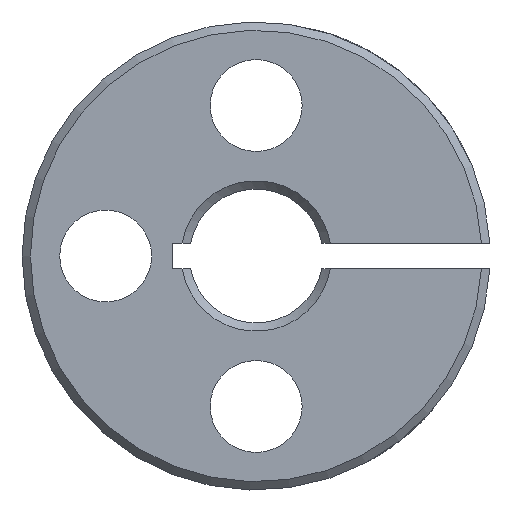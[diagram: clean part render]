
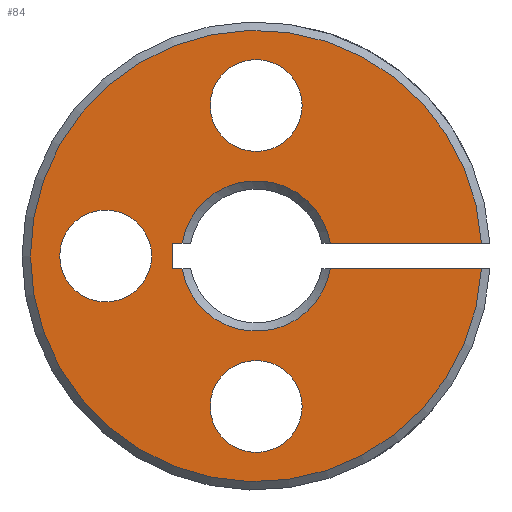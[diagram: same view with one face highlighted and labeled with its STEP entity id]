
A CAD part, left-side view. The second image highlights one B-rep face of the part: STEP entity #84.
In plain terms, the highlighted planar face has unit normal (-1, 0, 0).
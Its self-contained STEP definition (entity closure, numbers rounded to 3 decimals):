
#84 = ADVANCED_FACE( '', ( #174, #175, #176, #177 ), #178, .T. );
#174 = FACE_OUTER_BOUND( '', #279, .T. );
#175 = FACE_BOUND( '', #280, .T. );
#176 = FACE_BOUND( '', #281, .T. );
#177 = FACE_BOUND( '', #282, .T. );
#178 = PLANE( '', #283 );
#279 = EDGE_LOOP( '', ( #395, #396, #397, #398, #399, #400, #401, #402 ) );
#280 = EDGE_LOOP( '', ( #403 ) );
#281 = EDGE_LOOP( '', ( #404 ) );
#282 = EDGE_LOOP( '', ( #405 ) );
#283 = AXIS2_PLACEMENT_3D( '', #406, #407, #408 );
#395 = ORIENTED_EDGE( '', *, *, #599, .T. );
#396 = ORIENTED_EDGE( '', *, *, #583, .T. );
#397 = ORIENTED_EDGE( '', *, *, #600, .T. );
#398 = ORIENTED_EDGE( '', *, *, #601, .T. );
#399 = ORIENTED_EDGE( '', *, *, #602, .F. );
#400 = ORIENTED_EDGE( '', *, *, #603, .T. );
#401 = ORIENTED_EDGE( '', *, *, #590, .T. );
#402 = ORIENTED_EDGE( '', *, *, #604, .T. );
#403 = ORIENTED_EDGE( '', *, *, #605, .T. );
#404 = ORIENTED_EDGE( '', *, *, #578, .T. );
#405 = ORIENTED_EDGE( '', *, *, #575, .T. );
#406 = CARTESIAN_POINT( '', ( 0., 13.5, 0. ) );
#407 = DIRECTION( '', ( -1., 0., 0. ) );
#408 = DIRECTION( '', ( 0., 0., 1. ) );
#575 = EDGE_CURVE( '', #662, #662, #663, .T. );
#578 = EDGE_CURVE( '', #667, #667, #668, .T. );
#583 = EDGE_CURVE( '', #675, #676, #677, .T. );
#590 = EDGE_CURVE( '', #688, #689, #690, .T. );
#599 = EDGE_CURVE( '', #703, #675, #704, .T. );
#600 = EDGE_CURVE( '', #676, #705, #706, .T. );
#601 = EDGE_CURVE( '', #705, #707, #708, .T. );
#602 = EDGE_CURVE( '', #709, #707, #710, .T. );
#603 = EDGE_CURVE( '', #709, #688, #711, .T. );
#604 = EDGE_CURVE( '', #689, #703, #712, .T. );
#605 = EDGE_CURVE( '', #713, #713, #714, .T. );
#662 = VERTEX_POINT( '', #792 );
#663 = CIRCLE( '', #793, 2.75 );
#667 = VERTEX_POINT( '', #797 );
#668 = CIRCLE( '', #798, 2.75 );
#675 = VERTEX_POINT( '', #864 );
#676 = VERTEX_POINT( '', #865 );
#677 = LINE( '', #866, #867 );
#688 = VERTEX_POINT( '', #887 );
#689 = VERTEX_POINT( '', #888 );
#690 = CIRCLE( '', #889, 4.5 );
#703 = VERTEX_POINT( '', #909 );
#704 = LINE( '', #910, #911 );
#705 = VERTEX_POINT( '', #912 );
#706 = CIRCLE( '', #913, 4.5 );
#707 = VERTEX_POINT( '', #914 );
#708 = LINE( '', #915, #916 );
#709 = VERTEX_POINT( '', #917 );
#710 = CIRCLE( '', #918, 13.5 );
#711 = LINE( '', #919, #920 );
#712 = LINE( '', #921, #922 );
#713 = VERTEX_POINT( '', #923 );
#714 = CIRCLE( '', #924, 2.75 );
#792 = CARTESIAN_POINT( '', ( 0., 0., 6.25 ) );
#793 = AXIS2_PLACEMENT_3D( '', #1076, #1077, #1078 );
#797 = CARTESIAN_POINT( '', ( 0., 9., -2.75 ) );
#798 = AXIS2_PLACEMENT_3D( '', #1082, #1083, #1084 );
#864 = CARTESIAN_POINT( '', ( 0., 5., 0.75 ) );
#865 = CARTESIAN_POINT( '', ( 0., 4.437, 0.75 ) );
#866 = CARTESIAN_POINT( '', ( 0., 5., 0.75 ) );
#867 = VECTOR( '', #1088, 1000. );
#887 = CARTESIAN_POINT( '', ( 0., -4.437, -0.75 ) );
#888 = CARTESIAN_POINT( '', ( 0., 4.437, -0.75 ) );
#889 = AXIS2_PLACEMENT_3D( '', #1092, #1093, #1094 );
#909 = CARTESIAN_POINT( '', ( 0., 5., -0.75 ) );
#910 = CARTESIAN_POINT( '', ( 0., 5., -0.75 ) );
#911 = VECTOR( '', #1105, 1000. );
#912 = CARTESIAN_POINT( '', ( 0., -4.437, 0.75 ) );
#913 = AXIS2_PLACEMENT_3D( '', #1106, #1107, #1108 );
#914 = CARTESIAN_POINT( '', ( 0., -13.479, 0.75 ) );
#915 = CARTESIAN_POINT( '', ( 0., 5., 0.75 ) );
#916 = VECTOR( '', #1109, 1000. );
#917 = CARTESIAN_POINT( '', ( 0., -13.479, -0.75 ) );
#918 = AXIS2_PLACEMENT_3D( '', #1110, #1111, #1112 );
#919 = CARTESIAN_POINT( '', ( 0., -14., -0.75 ) );
#920 = VECTOR( '', #1113, 1000. );
#921 = CARTESIAN_POINT( '', ( 0., -14., -0.75 ) );
#922 = VECTOR( '', #1114, 1000. );
#923 = CARTESIAN_POINT( '', ( 0., 0., -11.75 ) );
#924 = AXIS2_PLACEMENT_3D( '', #1115, #1116, #1117 );
#1076 = CARTESIAN_POINT( '', ( 0., 0., 9. ) );
#1077 = DIRECTION( '', ( 1., 0., 0. ) );
#1078 = DIRECTION( '', ( 0., 0., -1. ) );
#1082 = CARTESIAN_POINT( '', ( 0., 9., 0. ) );
#1083 = DIRECTION( '', ( 1., 0., 0. ) );
#1084 = DIRECTION( '', ( 0., 0., -1. ) );
#1088 = DIRECTION( '', ( 0., -1., 0. ) );
#1092 = CARTESIAN_POINT( '', ( 0., 0., 0. ) );
#1093 = DIRECTION( '', ( 1., 0., 0. ) );
#1094 = DIRECTION( '', ( 0., 0., -1. ) );
#1105 = DIRECTION( '', ( 0., 0., 1. ) );
#1106 = CARTESIAN_POINT( '', ( 0., 0., 0. ) );
#1107 = DIRECTION( '', ( 1., 0., 0. ) );
#1108 = DIRECTION( '', ( 0., 0., -1. ) );
#1109 = DIRECTION( '', ( 0., -1., 0. ) );
#1110 = CARTESIAN_POINT( '', ( 0., 0., 0. ) );
#1111 = DIRECTION( '', ( 1., 0., 0. ) );
#1112 = DIRECTION( '', ( 0., 0., -1. ) );
#1113 = DIRECTION( '', ( 0., 1., 0. ) );
#1114 = DIRECTION( '', ( 0., 1., 0. ) );
#1115 = CARTESIAN_POINT( '', ( 0., 0., -9. ) );
#1116 = DIRECTION( '', ( 1., 0., 0. ) );
#1117 = DIRECTION( '', ( 0., 0., -1. ) );
